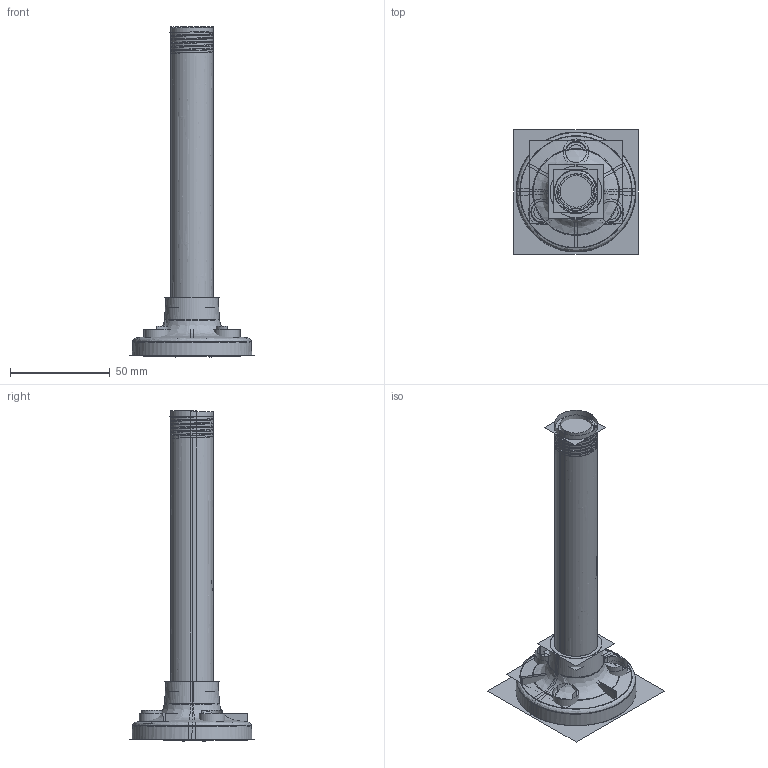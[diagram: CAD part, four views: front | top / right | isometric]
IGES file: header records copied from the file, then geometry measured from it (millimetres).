
Start section:  PTC IGES file: 217492.igs
Global section: file name: 217492.igs; native system: Creo Parametric by PTC Inc.; preprocessor: 2019292; author: PDMAdmin; organization: Unknown; date: 20200428.122113; units: millimetre
Bounding box: 62.4 x 62.44 x 165.12 mm (x, y, z)
Volume: 38364.7 mm3; surface area: 355125.9 mm2
Topology: 2 solids, 2 shells, 776 faces, 3810 edges, 4741 vertices
Faces by surface type: bspline 424, revolution 352
